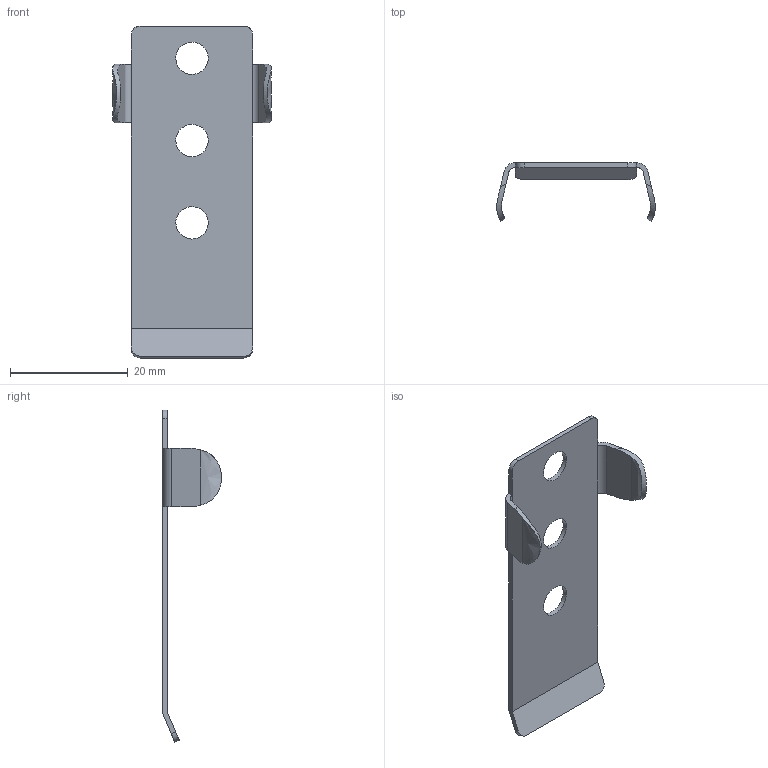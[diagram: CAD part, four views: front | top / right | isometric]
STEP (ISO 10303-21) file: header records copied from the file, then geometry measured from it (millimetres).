
FILE_DESCRIPTION((''),'2;1');
FILE_NAME('','2005-07-15T14:40:31',(''),(''),'','CADfix','');
FILE_SCHEMA(('AUTOMOTIVE_DESIGN'));
Length unit declared in the file: millimetre
Products named in the file (1): fixing bracket
Bounding box: 27 x 10 x 56.5 mm (x, y, z)
Volume: 1027.3 mm3; surface area: 2758.8 mm2
Topology: 1 solids, 1 shells, 39 faces, 115 edges, 78 vertices
Faces by surface type: bspline 39
Entity records: 1502 total; most frequent: CARTESIAN_POINT 845, ORIENTED_EDGE 230, EDGE_CURVE 115, VERTEX_POINT 78, QUASI_UNIFORM_CURVE 61, EDGE_LOOP 45, FACE_OUTER_BOUND 39, ADVANCED_FACE 39
